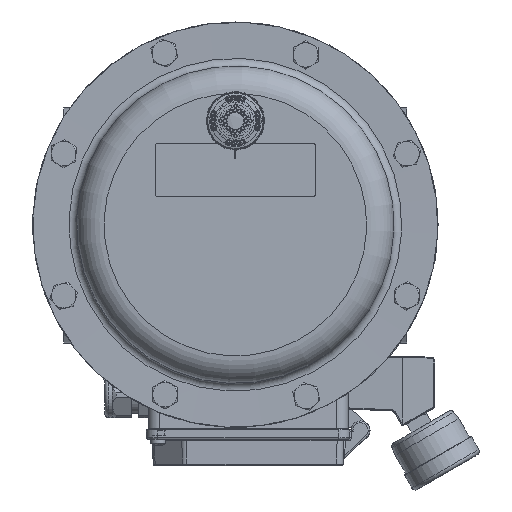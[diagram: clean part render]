
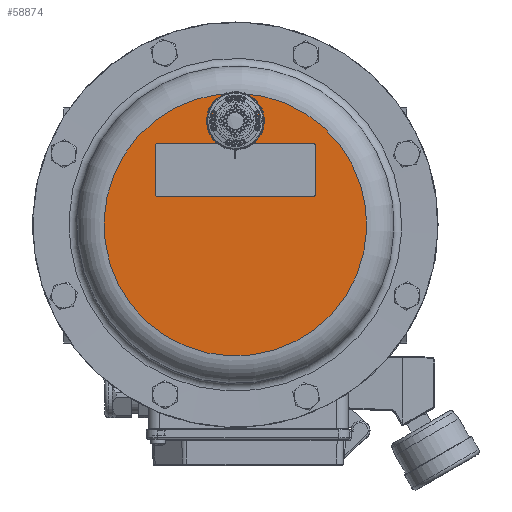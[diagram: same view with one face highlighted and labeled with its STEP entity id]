
A CAD part, top view. The second image highlights one B-rep face of the part: STEP entity #58874.
In plain terms, the highlighted planar face has unit normal (0, 0, 1).
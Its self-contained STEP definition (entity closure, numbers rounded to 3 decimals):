
#4871=FACE_BOUND('',#9486,.T.);
#4872=FACE_BOUND('',#9487,.T.);
#5990=FACE_OUTER_BOUND('',#9485,.T.);
#9485=EDGE_LOOP('',(#40859));
#9486=EDGE_LOOP('',(#40860,#40861,#40862,#40863,#40864,#40865,#40866,#40867));
#9487=EDGE_LOOP('',(#40868,#40869));
#12698=CIRCLE('',#62339,10.35);
#12770=CIRCLE('',#62439,69.65);
#13043=CIRCLE('',#63066,1.);
#13044=CIRCLE('',#63069,1.);
#13045=CIRCLE('',#63072,1.);
#13046=CIRCLE('',#63075,1.);
#13047=CIRCLE('',#63125,10.35);
#15591=LINE('',#99937,#18880);
#15595=LINE('',#99946,#18884);
#15598=LINE('',#99954,#18887);
#15601=LINE('',#99962,#18890);
#18880=VECTOR('',#71245,1000.);
#18884=VECTOR('',#71255,1000.);
#18887=VECTOR('',#71264,1000.);
#18890=VECTOR('',#71273,1000.);
#22577=VERTEX_POINT('',#96088);
#22578=VERTEX_POINT('',#96089);
#22666=VERTEX_POINT('',#96679);
#23224=VERTEX_POINT('',#99935);
#23225=VERTEX_POINT('',#99936);
#23226=VERTEX_POINT('',#99941);
#23227=VERTEX_POINT('',#99945);
#23228=VERTEX_POINT('',#99949);
#23229=VERTEX_POINT('',#99953);
#23230=VERTEX_POINT('',#99957);
#23231=VERTEX_POINT('',#99961);
#28549=EDGE_CURVE('',#22577,#22578,#12698,.T.);
#28669=EDGE_CURVE('',#22666,#22666,#12770,.T.);
#29562=EDGE_CURVE('',#23224,#23225,#15591,.T.);
#29565=EDGE_CURVE('',#23225,#23226,#13043,.T.);
#29567=EDGE_CURVE('',#23226,#23227,#15595,.T.);
#29569=EDGE_CURVE('',#23227,#23228,#13044,.T.);
#29571=EDGE_CURVE('',#23228,#23229,#15598,.T.);
#29573=EDGE_CURVE('',#23229,#23230,#13045,.T.);
#29575=EDGE_CURVE('',#23230,#23231,#15601,.T.);
#29577=EDGE_CURVE('',#23231,#23224,#13046,.T.);
#29650=EDGE_CURVE('',#22578,#22577,#13047,.T.);
#40859=ORIENTED_EDGE('',*,*,#28669,.F.);
#40860=ORIENTED_EDGE('',*,*,#29577,.F.);
#40861=ORIENTED_EDGE('',*,*,#29575,.F.);
#40862=ORIENTED_EDGE('',*,*,#29573,.F.);
#40863=ORIENTED_EDGE('',*,*,#29571,.F.);
#40864=ORIENTED_EDGE('',*,*,#29569,.F.);
#40865=ORIENTED_EDGE('',*,*,#29567,.F.);
#40866=ORIENTED_EDGE('',*,*,#29565,.F.);
#40867=ORIENTED_EDGE('',*,*,#29562,.F.);
#40868=ORIENTED_EDGE('',*,*,#29650,.T.);
#40869=ORIENTED_EDGE('',*,*,#28549,.T.);
#53636=PLANE('',#63124);
#58874=ADVANCED_FACE('',(#5990,#4871,#4872),#53636,.F.);
#62339=AXIS2_PLACEMENT_3D('',#96090,#69514,#69515);
#62439=AXIS2_PLACEMENT_3D('',#96681,#69741,#69742);
#63066=AXIS2_PLACEMENT_3D('',#99942,#71250,#71251);
#63069=AXIS2_PLACEMENT_3D('',#99950,#71259,#71260);
#63072=AXIS2_PLACEMENT_3D('',#99958,#71268,#71269);
#63075=AXIS2_PLACEMENT_3D('',#99965,#71277,#71278);
#63124=AXIS2_PLACEMENT_3D('',#100110,#71447,#71448);
#63125=AXIS2_PLACEMENT_3D('',#100111,#71449,#71450);
#69514=DIRECTION('center_axis',(0.,0.,
-1.));
#69515=DIRECTION('ref_axis',(-0.924,0.383,0.));
#69741=DIRECTION('center_axis',(0.,0.,
-1.));
#69742=DIRECTION('ref_axis',(-0.924,0.383,0.));
#71245=DIRECTION('',(0.,1.,0.));
#71250=DIRECTION('center_axis',(0.,0.,
1.));
#71251=DIRECTION('ref_axis',(0.,-1.,0.));
#71255=DIRECTION('',(-1.,0.,0.));
#71259=DIRECTION('center_axis',(0.,0.,
1.));
#71260=DIRECTION('ref_axis',(0.,-1.,0.));
#71264=DIRECTION('',(0.,-1.,0.));
#71268=DIRECTION('center_axis',(0.,0.,
1.));
#71269=DIRECTION('ref_axis',(0.,-1.,0.));
#71273=DIRECTION('',(1.,0.,0.));
#71277=DIRECTION('center_axis',(0.,0.,
1.));
#71278=DIRECTION('ref_axis',(0.,-1.,0.));
#71447=DIRECTION('center_axis',(0.,0.,
-1.));
#71448=DIRECTION('ref_axis',(-0.924,0.383,0.));
#71449=DIRECTION('center_axis',(0.,0.,
-1.));
#71450=DIRECTION('ref_axis',(-0.924,0.383,0.));
#96088=CARTESIAN_POINT('',(0.014,65.35,300.));
#96089=CARTESIAN_POINT('',(0.01,44.65,300.));
#96090=CARTESIAN_POINT('Origin',(0.012,55.,300.));
#96679=CARTESIAN_POINT('',(64.342,-26.668,300.));
#96681=CARTESIAN_POINT('Origin',(0.,0.,
300.));
#99935=CARTESIAN_POINT('',(42.504,15.991,300.));
#99936=CARTESIAN_POINT('',(42.509,41.991,300.));
#99937=CARTESIAN_POINT('',(42.504,15.991,300.));
#99941=CARTESIAN_POINT('',(41.509,42.991,300.));
#99942=CARTESIAN_POINT('Origin',(41.509,41.991,300.));
#99945=CARTESIAN_POINT('',(-41.491,43.009,300.));
#99946=CARTESIAN_POINT('',(41.509,42.991,300.));
#99949=CARTESIAN_POINT('',(-42.491,42.009,300.));
#99950=CARTESIAN_POINT('Origin',(-41.491,42.009,300.));
#99953=CARTESIAN_POINT('',(-42.496,16.009,300.));
#99954=CARTESIAN_POINT('',(-42.496,16.009,300.));
#99957=CARTESIAN_POINT('',(-41.497,15.009,300.));
#99958=CARTESIAN_POINT('Origin',(-41.496,16.009,300.));
#99961=CARTESIAN_POINT('',(41.503,14.991,300.));
#99962=CARTESIAN_POINT('',(41.503,14.991,300.));
#99965=CARTESIAN_POINT('Origin',(41.504,15.991,300.));
#100110=CARTESIAN_POINT('Origin',(0.,0.,
300.));
#100111=CARTESIAN_POINT('Origin',(0.012,55.,300.));
